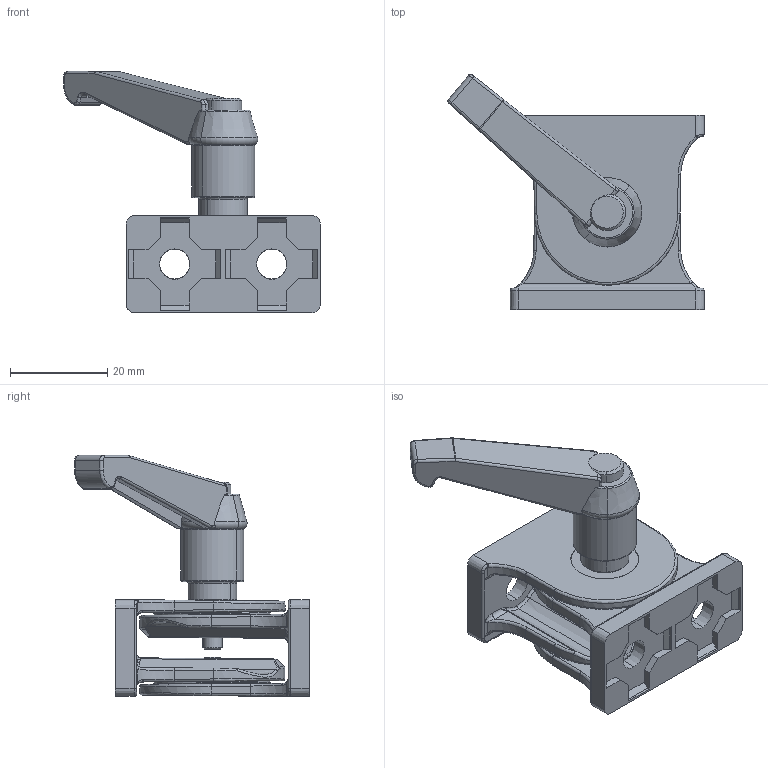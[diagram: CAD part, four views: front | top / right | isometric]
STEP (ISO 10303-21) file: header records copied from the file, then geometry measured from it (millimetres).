
FILE_DESCRIPTION (( 'STEP AP214' ), '1' );
FILE_NAME ('new products093gaf2040a.step', '2017-09-27T09:49:16', ( '' ), ( '' ), 'SwSTEP 2.0', 'SolidWorks 2017', '' );
FILE_SCHEMA (( 'AUTOMOTIVE_DESIGN' ));
Length unit declared in the file: millimetre
Products named in the file (9): new products093gaf2040a; 093GA2040R01; 093GR33; 093gr24_Standard; Countersunk head screw ISO 10642 - M4x08_DIN 7991 - M4; 093gr27_Standard; 4Din912m0410m_4Din912m0410m; 093GA2040A_093GAF2040AR; 041LLXXX_041LL040K91M0408M
Assembly tree (10 placements, depth 3):
  new products093gaf2040a
    093GA2040A_093GAF2040AR
      093GA2040R01  x2
      093GR33  x2
      093gr24_Standard
      Countersunk head screw ISO 10642 - M4x08_DIN 7991 - M4
      093gr27_Standard
      4Din912m0410m_4Din912m0410m
    041LLXXX_041LL040K91M0408M
Bounding box: 52.86 x 48.39 x 49.71 mm (x, y, z)
Volume: 19617.4 mm3; surface area: 16552.9 mm2
Topology: 9 solids, 9 shells, 882 faces, 2088 edges, 1212 vertices
Faces by surface type: cylinder 253, plane 239, bspline 198, torus 86, cone 58, sphere 48
Entity records: 17771 total; most frequent: CARTESIAN_POINT 5796, ORIENTED_EDGE 2538, DIRECTION 2368, EDGE_CURVE 1269, AXIS2_PLACEMENT_3D 926, VERTEX_POINT 754, EDGE_LOOP 571, FACE_OUTER_BOUND 543
